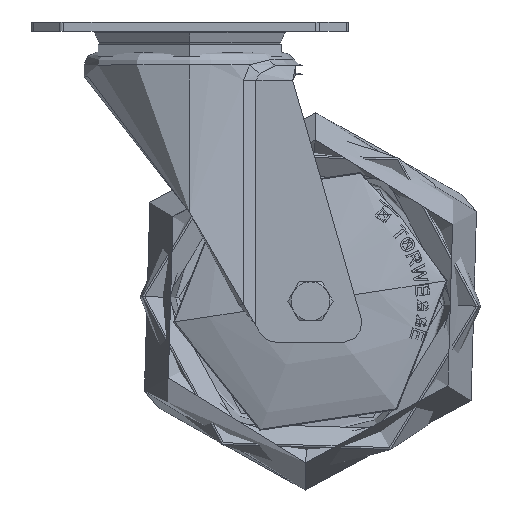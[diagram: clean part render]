
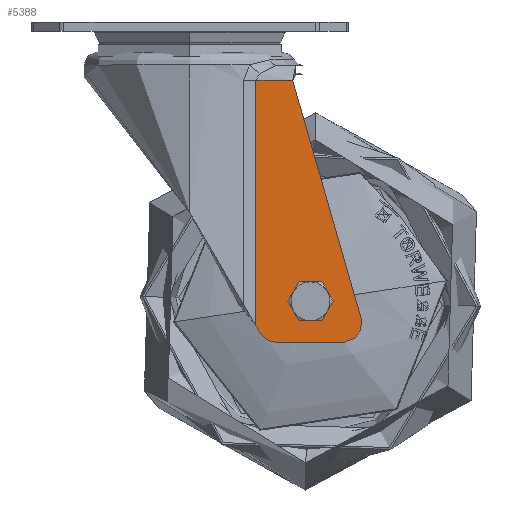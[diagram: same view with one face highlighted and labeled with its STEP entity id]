
A CAD part, top view. The second image highlights one B-rep face of the part: STEP entity #5388.
In plain terms, the highlighted planar face has unit normal (0, 0, 1).
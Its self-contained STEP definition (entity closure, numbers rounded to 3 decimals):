
#692 = CIRCLE ( 'NONE', #16166, 6. ) ;
#1174 = CIRCLE ( 'NONE', #36592, 6. ) ;
#1236 = DIRECTION ( 'NONE',  ( 0., 0., 1. ) ) ;
#1413 = CARTESIAN_POINT ( 'NONE',  ( 28.5, -100.002, 29. ) ) ;
#1647 = CARTESIAN_POINT ( 'NONE',  ( 35.9, -92.5, 29. ) ) ;
#2258 = VERTEX_POINT ( 'NONE', #11527 ) ;
#2510 = DIRECTION ( 'NONE',  ( 1., 0., 0. ) ) ;
#3898 = EDGE_CURVE ( 'NONE', #32686, #2258, #41452, .T. ) ;
#4472 = VECTOR ( 'NONE', #16837, 1000. ) ;
#4644 = CARTESIAN_POINT ( 'NONE',  ( 21.909, -100.616, 29. ) ) ;
#4657 = EDGE_CURVE ( 'NONE', #8392, #21869, #40721, .T. ) ;
#5388 = ADVANCED_FACE ( 'NONE', ( #22101, #35578 ), #22316, .T. ) ;
#6621 = B_SPLINE_CURVE_WITH_KNOTS ( 'NONE', 3,
 ( #30338, #33207, #10367, #26565 ),
 .UNSPECIFIED., .F., .F.,
 ( 4, 4 ),
 ( 0., 1. ),
 .UNSPECIFIED. ) ;
#6958 = DIRECTION ( 'NONE',  ( 0.029, -1., 0. ) ) ;
#7402 = DIRECTION ( 'NONE',  ( 0., 0., -1. ) ) ;
#8032 = DIRECTION ( 'NONE',  ( 0.029, -1., 0. ) ) ;
#8392 = VERTEX_POINT ( 'NONE', #33578 ) ;
#8743 = AXIS2_PLACEMENT_3D ( 'NONE', #20072, #22753, #19632 ) ;
#9646 = AXIS2_PLACEMENT_3D ( 'NONE', #17183, #1236, #14695 ) ;
#10367 = CARTESIAN_POINT ( 'NONE',  ( 22.379, -101.421, 29. ) ) ;
#11502 = VERTEX_POINT ( 'NONE', #36401 ) ;
#11527 = CARTESIAN_POINT ( 'NONE',  ( 44.1, -92.5, 29. ) ) ;
#11934 = VERTEX_POINT ( 'NONE', #15628 ) ;
#12160 = VECTOR ( 'NONE', #2510, 1000. ) ;
#13507 = CARTESIAN_POINT ( 'NONE',  ( 21.909, -46.405, 29. ) ) ;
#13960 = CARTESIAN_POINT ( 'NONE',  ( 21.909, -19.3, 29. ) ) ;
#14286 = ORIENTED_EDGE ( 'NONE', *, *, #37886, .T. ) ;
#14695 = DIRECTION ( 'NONE',  ( -1., 0., 0. ) ) ;
#15330 = VERTEX_POINT ( 'NONE', #4644 ) ;
#15628 = CARTESIAN_POINT ( 'NONE',  ( 51.205, -105.999, 29. ) ) ;
#16166 = AXIS2_PLACEMENT_3D ( 'NONE', #31943, #38353, #8032 ) ;
#16837 = DIRECTION ( 'NONE',  ( 0.276, -0.961, 0. ) ) ;
#17183 = CARTESIAN_POINT ( 'NONE',  ( 40., -92.5, 29. ) ) ;
#19025 = ORIENTED_EDGE ( 'NONE', *, *, #30118, .F. ) ;
#19341 = B_SPLINE_CURVE_WITH_KNOTS ( 'NONE', 3,
 ( #29535, #23517, #13507, #43011 ),
 .UNSPECIFIED., .F., .F.,
 ( 4, 4 ),
 ( 0., 1. ),
 .UNSPECIFIED. ) ;
#19632 = DIRECTION ( 'NONE',  ( 1., 0., 0. ) ) ;
#19836 = DIRECTION ( 'NONE',  ( 1., 0., 0. ) ) ;
#20072 = CARTESIAN_POINT ( 'NONE',  ( 0., -99.409, 29. ) ) ;
#21311 = CARTESIAN_POINT ( 'NONE',  ( 34.101, -19.3, 29. ) ) ;
#21869 = VERTEX_POINT ( 'NONE', #33541 ) ;
#22101 = FACE_BOUND ( 'NONE', #30697, .T. ) ;
#22186 = EDGE_CURVE ( 'NONE', #8392, #34728, #34711, .T. ) ;
#22316 = PLANE ( 'NONE',  #8743 ) ;
#22743 = DIRECTION ( 'NONE',  ( 0., 0., 1. ) ) ;
#22753 = DIRECTION ( 'NONE',  ( 0., 0., 1. ) ) ;
#23103 = LINE ( 'NONE', #39906, #12160 ) ;
#23517 = CARTESIAN_POINT ( 'NONE',  ( 21.909, -73.511, 29. ) ) ;
#24388 = EDGE_CURVE ( 'NONE', #21869, #11934, #43254, .T. ) ;
#25762 = DIRECTION ( 'NONE',  ( 0., -1., 0. ) ) ;
#26551 = EDGE_CURVE ( 'NONE', #2258, #32686, #34967, .T. ) ;
#26565 = CARTESIAN_POINT ( 'NONE',  ( 21.909, -100.616, 29. ) ) ;
#26961 = VERTEX_POINT ( 'NONE', #31392 ) ;
#26999 = AXIS2_PLACEMENT_3D ( 'NONE', #34184, #7402, #6958 ) ;
#27233 = ORIENTED_EDGE ( 'NONE', *, *, #4657, .F. ) ;
#27751 = CARTESIAN_POINT ( 'NONE',  ( 30.037, -19.3, 29. ) ) ;
#29535 = CARTESIAN_POINT ( 'NONE',  ( 21.909, -100.616, 29. ) ) ;
#29792 = ORIENTED_EDGE ( 'NONE', *, *, #22186, .T. ) ;
#29953 = ORIENTED_EDGE ( 'NONE', *, *, #32666, .F. ) ;
#30085 = ORIENTED_EDGE ( 'NONE', *, *, #24388, .F. ) ;
#30118 = EDGE_CURVE ( 'NONE', #15330, #34728, #19341, .T. ) ;
#30338 = CARTESIAN_POINT ( 'NONE',  ( 23.32, -103.03, 29. ) ) ;
#30697 = EDGE_LOOP ( 'NONE', ( #35943, #33336 ) ) ;
#31344 = EDGE_CURVE ( 'NONE', #11934, #26961, #692, .T. ) ;
#31392 = CARTESIAN_POINT ( 'NONE',  ( 51.032, -106.002, 29. ) ) ;
#31943 = CARTESIAN_POINT ( 'NONE',  ( 51.032, -100.002, 29. ) ) ;
#31956 = DIRECTION ( 'NONE',  ( 0., 0., -1. ) ) ;
#32666 = EDGE_CURVE ( 'NONE', #43326, #11502, #1174, .T. ) ;
#32686 = VERTEX_POINT ( 'NONE', #1647 ) ;
#33207 = CARTESIAN_POINT ( 'NONE',  ( 22.85, -102.225, 29. ) ) ;
#33336 = ORIENTED_EDGE ( 'NONE', *, *, #26551, .F. ) ;
#33541 = CARTESIAN_POINT ( 'NONE',  ( 56.799, -98.346, 29. ) ) ;
#33578 = CARTESIAN_POINT ( 'NONE',  ( 34.101, -19.3, 29. ) ) ;
#34132 = CARTESIAN_POINT ( 'NONE',  ( 25.973, -19.3, 29. ) ) ;
#34184 = CARTESIAN_POINT ( 'NONE',  ( 51.032, -100.002, 29. ) ) ;
#34711 = B_SPLINE_CURVE_WITH_KNOTS ( 'NONE', 3,
 ( #21311, #27751, #34132, #13960 ),
 .UNSPECIFIED., .F., .F.,
 ( 4, 4 ),
 ( 0., 1. ),
 .UNSPECIFIED. ) ;
#34728 = VERTEX_POINT ( 'NONE', #43463 ) ;
#34967 = CIRCLE ( 'NONE', #42026, 4.1 ) ;
#35578 = FACE_OUTER_BOUND ( 'NONE', #36326, .T. ) ;
#35943 = ORIENTED_EDGE ( 'NONE', *, *, #3898, .F. ) ;
#36326 = EDGE_LOOP ( 'NONE', ( #42872, #29953, #14286, #40389, #30085, #27233, #29792, #19025 ) ) ;
#36401 = CARTESIAN_POINT ( 'NONE',  ( 23.32, -103.03, 29. ) ) ;
#36533 = EDGE_CURVE ( 'NONE', #11502, #15330, #6621, .T. ) ;
#36592 = AXIS2_PLACEMENT_3D ( 'NONE', #1413, #31956, #25762 ) ;
#37886 = EDGE_CURVE ( 'NONE', #43326, #26961, #23103, .T. ) ;
#38353 = DIRECTION ( 'NONE',  ( 0., 0., -1. ) ) ;
#39467 = CARTESIAN_POINT ( 'NONE',  ( 28.5, -106.002, 29. ) ) ;
#39906 = CARTESIAN_POINT ( 'NONE',  ( 28.5, -106.002, 29. ) ) ;
#40389 = ORIENTED_EDGE ( 'NONE', *, *, #31344, .F. ) ;
#40721 = LINE ( 'NONE', #43643, #4472 ) ;
#41452 = CIRCLE ( 'NONE', #9646, 4.1 ) ;
#42026 = AXIS2_PLACEMENT_3D ( 'NONE', #42659, #22743, #19836 ) ;
#42659 = CARTESIAN_POINT ( 'NONE',  ( 40., -92.5, 29. ) ) ;
#42872 = ORIENTED_EDGE ( 'NONE', *, *, #36533, .F. ) ;
#43011 = CARTESIAN_POINT ( 'NONE',  ( 21.909, -19.3, 29. ) ) ;
#43254 = CIRCLE ( 'NONE', #26999, 6. ) ;
#43326 = VERTEX_POINT ( 'NONE', #39467 ) ;
#43463 = CARTESIAN_POINT ( 'NONE',  ( 21.909, -19.3, 29. ) ) ;
#43643 = CARTESIAN_POINT ( 'NONE',  ( 34.101, -19.3, 29. ) ) ;
